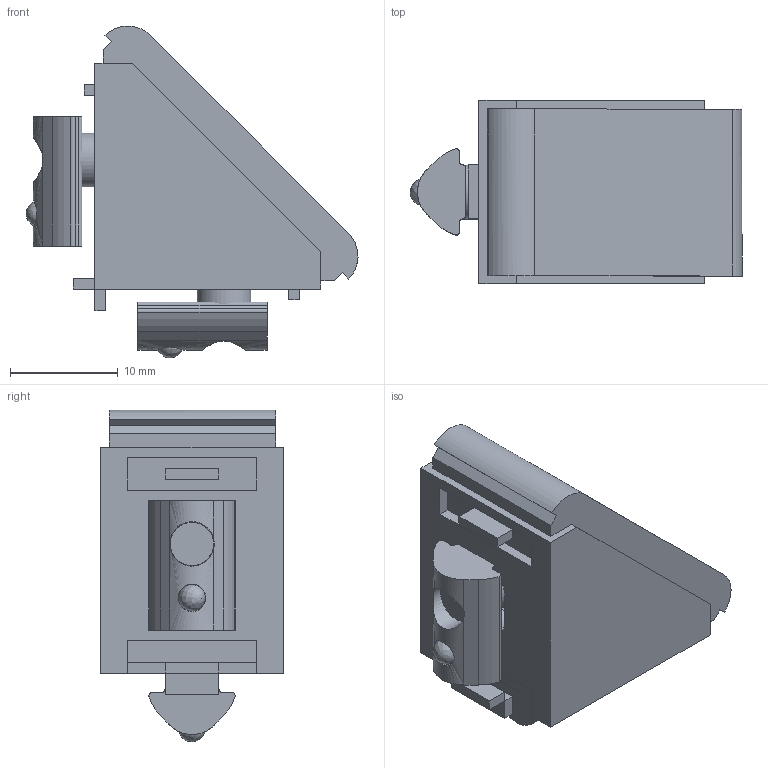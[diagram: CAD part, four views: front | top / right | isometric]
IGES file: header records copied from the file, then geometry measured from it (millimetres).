
Global section: file name: SZ0964N_A; native system: Autodesk Inventor 2015; preprocessor: unknown; author: Marina Kaa; date: 20151119.160132; units: millimetre
Bounding box: 30.84 x 17 x 30.83 mm (x, y, z)
Volume: 5306.9 mm3; surface area: 5638.9 mm2
Topology: 13 solids, 13 shells, 226 faces, 609 edges, 410 vertices
Faces by surface type: bspline 226
